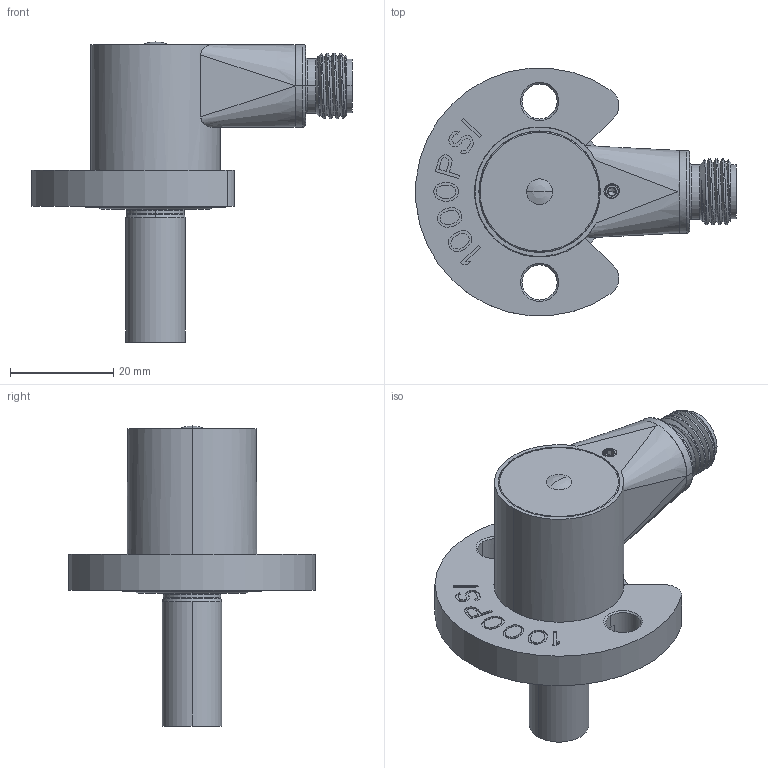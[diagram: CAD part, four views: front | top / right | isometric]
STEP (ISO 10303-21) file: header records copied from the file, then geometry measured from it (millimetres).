
FILE_DESCRIPTION((''),'2;1');
FILE_NAME('NJ2_F_1025_V12','2011-02-22T',('dburns'),(''),'PRO/ENGINEER BY PARAMETRIC TECHNOLOGY CORPORATION, 2007390','PRO/ENGINEER BY PARAMETRIC TECHNOLOGY CORPORATION, 2007390','');
FILE_SCHEMA(('CONFIG_CONTROL_DESIGN'));
Length unit declared in the file: millimetre
Products named in the file (1): NJ2_F_1025_V12
Bounding box: 61.91 x 47.83 x 58.03 mm (x, y, z)
Volume: 17581.9 mm3; surface area: 18386.5 mm2
Topology: 5 solids, 6 shells, 870 faces, 2265 edges, 1428 vertices
Faces by surface type: plane 332, cylinder 272, cone 127, torus 74, bspline 55, sphere 10
Entity records: 37161 total; most frequent: CARTESIAN_POINT 16619, ORIENTED_EDGE 4498, DIRECTION 3941, EDGE_CURVE 2251, VERTEX_POINT 1428, AXIS2_PLACEMENT_3D 1426, VECTOR 1089, LINE 1089
